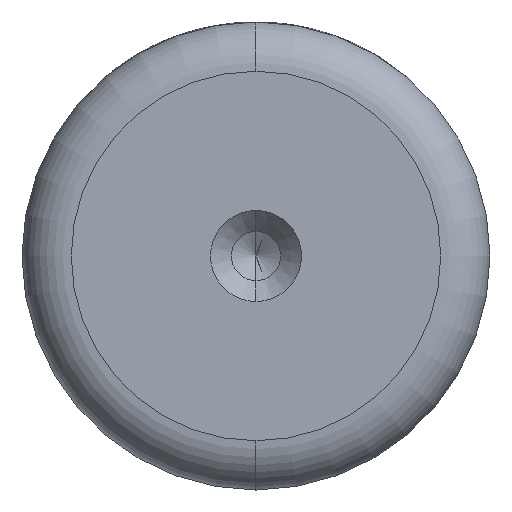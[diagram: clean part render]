
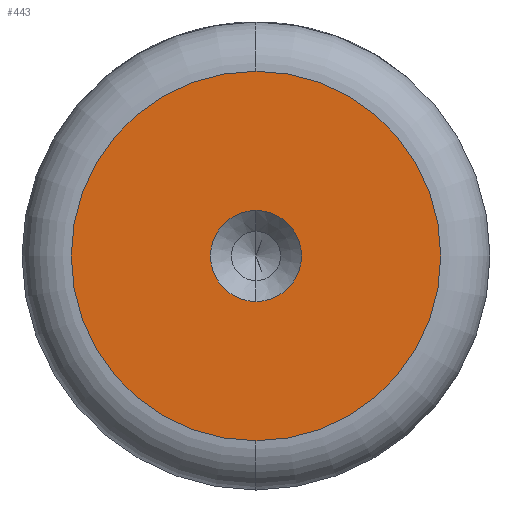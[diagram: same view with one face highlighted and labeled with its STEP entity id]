
A CAD part, left-side view. The second image highlights one B-rep face of the part: STEP entity #443.
In plain terms, the highlighted planar face has unit normal (-1, 0, 0).
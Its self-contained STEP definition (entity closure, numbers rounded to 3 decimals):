
#17 = CARTESIAN_POINT ( 'NONE',  ( 0., 0., 0. ) ) ;
#35 = ORIENTED_EDGE ( 'NONE', *, *, #702, .T. ) ;
#38 = CARTESIAN_POINT ( 'NONE',  ( 0., 0., 1.85 ) ) ;
#49 = EDGE_LOOP ( 'NONE', ( #521, #611 ) ) ;
#68 = CIRCLE ( 'NONE', #1247, 1.85 ) ;
#90 = CARTESIAN_POINT ( 'NONE',  ( 0., 0., 0. ) ) ;
#123 = DIRECTION ( 'NONE',  ( 0., 0., 1. ) ) ;
#180 = DIRECTION ( 'NONE',  ( -1., 0., 0. ) ) ;
#182 = VERTEX_POINT ( 'NONE', #779 ) ;
#194 = VERTEX_POINT ( 'NONE', #347 ) ;
#199 = DIRECTION ( 'NONE',  ( 0., 0., 1. ) ) ;
#201 = FACE_OUTER_BOUND ( 'NONE', #675, .T. ) ;
#240 = FACE_BOUND ( 'NONE', #49, .T. ) ;
#347 = CARTESIAN_POINT ( 'NONE',  ( 0., 0., -7.5 ) ) ;
#355 = CARTESIAN_POINT ( 'NONE',  ( 0., 0., 0. ) ) ;
#385 = EDGE_CURVE ( 'NONE', #748, #1041, #68, .T. ) ;
#406 = CARTESIAN_POINT ( 'NONE',  ( 0., 0., 0. ) ) ;
#443 = ADVANCED_FACE ( 'NONE', ( #240, #201 ), #1143, .T. ) ;
#457 = DIRECTION ( 'NONE',  ( 0., 0., 1. ) ) ;
#512 = DIRECTION ( 'NONE',  ( -1., 0., 0. ) ) ;
#521 = ORIENTED_EDGE ( 'NONE', *, *, #385, .F. ) ;
#547 = EDGE_CURVE ( 'NONE', #182, #194, #1062, .T. ) ;
#611 = ORIENTED_EDGE ( 'NONE', *, *, #1128, .F. ) ;
#675 = EDGE_LOOP ( 'NONE', ( #1339, #35 ) ) ;
#702 = EDGE_CURVE ( 'NONE', #194, #182, #1328, .T. ) ;
#744 = DIRECTION ( 'NONE',  ( -1., 0., 0. ) ) ;
#748 = VERTEX_POINT ( 'NONE', #38 ) ;
#779 = CARTESIAN_POINT ( 'NONE',  ( 0., 0., 7.5 ) ) ;
#808 = CARTESIAN_POINT ( 'NONE',  ( 0., 0., 0. ) ) ;
#826 = DIRECTION ( 'NONE',  ( -1., 0., 0. ) ) ;
#838 = AXIS2_PLACEMENT_3D ( 'NONE', #90, #826, #199 ) ;
#899 = CIRCLE ( 'NONE', #1336, 1.85 ) ;
#919 = DIRECTION ( 'NONE',  ( 0., 0., 1. ) ) ;
#935 = CARTESIAN_POINT ( 'NONE',  ( 0., 0., -1.85 ) ) ;
#964 = AXIS2_PLACEMENT_3D ( 'NONE', #17, #744, #123 ) ;
#1041 = VERTEX_POINT ( 'NONE', #935 ) ;
#1048 = AXIS2_PLACEMENT_3D ( 'NONE', #406, #512, #1243 ) ;
#1062 = CIRCLE ( 'NONE', #838, 7.5 ) ;
#1089 = DIRECTION ( 'NONE',  ( -1., 0., 0. ) ) ;
#1128 = EDGE_CURVE ( 'NONE', #1041, #748, #899, .T. ) ;
#1143 = PLANE ( 'NONE',  #1048 ) ;
#1243 = DIRECTION ( 'NONE',  ( 0., 0., 1. ) ) ;
#1247 = AXIS2_PLACEMENT_3D ( 'NONE', #808, #180, #919 ) ;
#1328 = CIRCLE ( 'NONE', #964, 7.5 ) ;
#1336 = AXIS2_PLACEMENT_3D ( 'NONE', #355, #1089, #457 ) ;
#1339 = ORIENTED_EDGE ( 'NONE', *, *, #547, .T. ) ;
